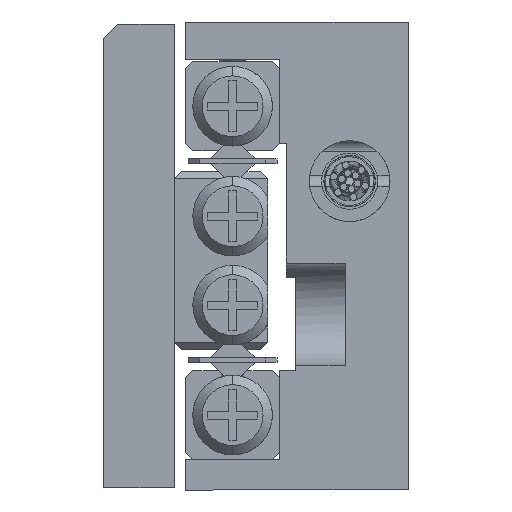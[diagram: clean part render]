
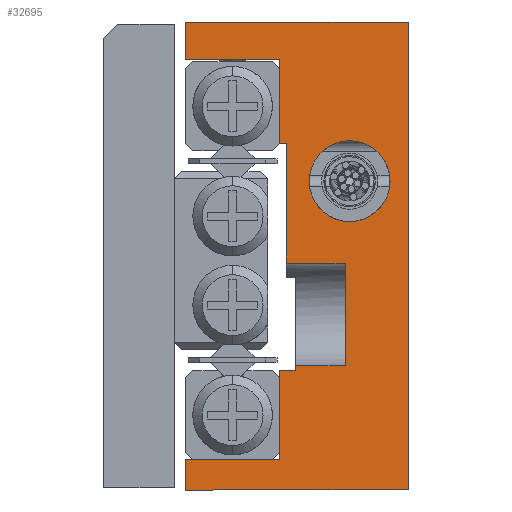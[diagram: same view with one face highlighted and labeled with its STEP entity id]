
A CAD part, left-side view. The second image highlights one B-rep face of the part: STEP entity #32695.
In plain terms, the highlighted planar face has unit normal (-1, 0, 0).
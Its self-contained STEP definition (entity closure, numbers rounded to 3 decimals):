
#312 = CARTESIAN_POINT ( 'NONE',  ( -10., 5.5, 8.4 ) ) ;
#770 = EDGE_CURVE ( 'NONE', #57159, #56635, #23648, .T. ) ;
#1311 = LINE ( 'NONE', #23486, #54714 ) ;
#2920 = LINE ( 'NONE', #57717, #8711 ) ;
#3159 = DIRECTION ( 'NONE',  ( 0., -1., 0. ) ) ;
#3357 = CARTESIAN_POINT ( 'NONE',  ( -10., 5.5, -4.9 ) ) ;
#3520 = CARTESIAN_POINT ( 'NONE',  ( -10., 5.2, 4.8 ) ) ;
#3751 = LINE ( 'NONE', #53788, #33351 ) ;
#4085 = ORIENTED_EDGE ( 'NONE', *, *, #5224, .T. ) ;
#4211 = ORIENTED_EDGE ( 'NONE', *, *, #5340, .F. ) ;
#4227 = CARTESIAN_POINT ( 'NONE',  ( -10., 5.5, 4.8 ) ) ;
#4238 = VERTEX_POINT ( 'NONE', #7812 ) ;
#5224 = EDGE_CURVE ( 'NONE', #17631, #51299, #3751, .T. ) ;
#5340 = EDGE_CURVE ( 'NONE', #33512, #49572, #15402, .T. ) ;
#5967 = VECTOR ( 'NONE', #56564, 1000. ) ;
#6177 = DIRECTION ( 'NONE',  ( 0., 0., -1. ) ) ;
#6208 = CARTESIAN_POINT ( 'NONE',  ( -10., 5.5, -4.9 ) ) ;
#6516 = DIRECTION ( 'NONE',  ( 0., 0., 1. ) ) ;
#7125 = CARTESIAN_POINT ( 'NONE',  ( -10., 2.5, 1.473 ) ) ;
#7129 = CARTESIAN_POINT ( 'NONE',  ( -10., 2.5, 3.2 ) ) ;
#7606 = VECTOR ( 'NONE', #33160, 1000. ) ;
#7622 = CARTESIAN_POINT ( 'NONE',  ( -10., 4.8, -4.7 ) ) ;
#7812 = CARTESIAN_POINT ( 'NONE',  ( -10., 0., -10. ) ) ;
#8711 = VECTOR ( 'NONE', #38592, 1000. ) ;
#8827 = CARTESIAN_POINT ( 'NONE',  ( -10., 5.5, 8.4 ) ) ;
#9018 = ORIENTED_EDGE ( 'NONE', *, *, #18124, .T. ) ;
#10098 = PLANE ( 'NONE',  #17018 ) ;
#10267 = DIRECTION ( 'NONE',  ( 0., 0., -1. ) ) ;
#10379 = CARTESIAN_POINT ( 'NONE',  ( -10., -2.141, -4.7 ) ) ;
#10569 = VERTEX_POINT ( 'NONE', #20837 ) ;
#11670 = VERTEX_POINT ( 'NONE', #3520 ) ;
#11983 = VERTEX_POINT ( 'NONE', #13093 ) ;
#12062 = VERTEX_POINT ( 'NONE', #54729 ) ;
#12134 = VECTOR ( 'NONE', #17215, 1000. ) ;
#12180 = EDGE_CURVE ( 'NONE', #23284, #25313, #51132, .T. ) ;
#12240 = VERTEX_POINT ( 'NONE', #37379 ) ;
#12303 = EDGE_CURVE ( 'NONE', #12658, #11670, #28946, .T. ) ;
#12421 = LINE ( 'NONE', #18087, #12134 ) ;
#12658 = VERTEX_POINT ( 'NONE', #39126 ) ;
#12877 = CARTESIAN_POINT ( 'NONE',  ( -10., 9.5, -8.7 ) ) ;
#12940 = EDGE_LOOP ( 'NONE', ( #51088, #57060, #9018, #27489, #4211, #38124, #4085, #31433, #26200, #16387, #21636, #49190, #50745, #30446, #48586, #57982 ) ) ;
#13020 = CARTESIAN_POINT ( 'NONE',  ( -10., 5.5, 10. ) ) ;
#13093 = CARTESIAN_POINT ( 'NONE',  ( -10., 5.5, 4.8 ) ) ;
#13489 = CIRCLE ( 'NONE', #57480, 1.727 ) ;
#13737 = EDGE_CURVE ( 'NONE', #36642, #23284, #36706, .T. ) ;
#14218 = DIRECTION ( 'NONE',  ( 0., 0., 1. ) ) ;
#15036 = EDGE_LOOP ( 'NONE', ( #39002, #19869 ) ) ;
#15069 = CARTESIAN_POINT ( 'NONE',  ( -10., 9.5, -10. ) ) ;
#15402 = LINE ( 'NONE', #55561, #29526 ) ;
#16387 = ORIENTED_EDGE ( 'NONE', *, *, #29906, .F. ) ;
#16673 = VECTOR ( 'NONE', #28315, 1000. ) ;
#17018 = AXIS2_PLACEMENT_3D ( 'NONE', #28358, #33763, #6177 ) ;
#17215 = DIRECTION ( 'NONE',  ( 0., 1., 0. ) ) ;
#17235 = LINE ( 'NONE', #39713, #42866 ) ;
#17631 = VERTEX_POINT ( 'NONE', #12877 ) ;
#18087 = CARTESIAN_POINT ( 'NONE',  ( -10., 5.5, -8.7 ) ) ;
#18124 = EDGE_CURVE ( 'NONE', #25313, #47357, #32051, .T. ) ;
#18616 = CARTESIAN_POINT ( 'NONE',  ( -10., 2.692, -4.7 ) ) ;
#19465 = EDGE_CURVE ( 'NONE', #36642, #12658, #33116, .T. ) ;
#19609 = CARTESIAN_POINT ( 'NONE',  ( -10., -2.141, -0.3 ) ) ;
#19801 = VECTOR ( 'NONE', #44215, 1000. ) ;
#19869 = ORIENTED_EDGE ( 'NONE', *, *, #31596, .F. ) ;
#20837 = CARTESIAN_POINT ( 'NONE',  ( -10., 2.5, 4.927 ) ) ;
#21636 = ORIENTED_EDGE ( 'NONE', *, *, #45194, .T. ) ;
#21712 = LINE ( 'NONE', #13020, #19801 ) ;
#22331 = EDGE_CURVE ( 'NONE', #4238, #12240, #1311, .T. ) ;
#22872 = VECTOR ( 'NONE', #27854, 1000. ) ;
#23284 = VERTEX_POINT ( 'NONE', #18616 ) ;
#23486 = CARTESIAN_POINT ( 'NONE',  ( -10., 0., -10. ) ) ;
#23612 = EDGE_CURVE ( 'NONE', #10569, #29148, #13489, .T. ) ;
#23648 = LINE ( 'NONE', #312, #22872 ) ;
#23744 = EDGE_CURVE ( 'NONE', #11983, #56635, #2920, .T. ) ;
#25313 = VERTEX_POINT ( 'NONE', #7622 ) ;
#26200 = ORIENTED_EDGE ( 'NONE', *, *, #22331, .T. ) ;
#26557 = CIRCLE ( 'NONE', #33251, 1.727 ) ;
#26712 = VECTOR ( 'NONE', #55623, 1000. ) ;
#26812 = CARTESIAN_POINT ( 'NONE',  ( -10., 2.692, -0.3 ) ) ;
#27489 = ORIENTED_EDGE ( 'NONE', *, *, #34872, .F. ) ;
#27854 = DIRECTION ( 'NONE',  ( 0., -1., 0. ) ) ;
#28315 = DIRECTION ( 'NONE',  ( 0., 1., 0. ) ) ;
#28358 = CARTESIAN_POINT ( 'NONE',  ( -10., 5.5, -10. ) ) ;
#28946 = LINE ( 'NONE', #55905, #7606 ) ;
#29148 = VERTEX_POINT ( 'NONE', #7125 ) ;
#29526 = VECTOR ( 'NONE', #14218, 1000. ) ;
#29906 = EDGE_CURVE ( 'NONE', #12062, #12240, #21712, .T. ) ;
#30446 = ORIENTED_EDGE ( 'NONE', *, *, #34646, .F. ) ;
#31433 = ORIENTED_EDGE ( 'NONE', *, *, #36512, .T. ) ;
#31596 = EDGE_CURVE ( 'NONE', #29148, #10569, #26557, .T. ) ;
#32051 = LINE ( 'NONE', #33538, #5967 ) ;
#32695 = ADVANCED_FACE ( 'NONE', ( #32880, #51133 ), #10098, .F. ) ;
#32880 = FACE_BOUND ( 'NONE', #15036, .T. ) ;
#33052 = LINE ( 'NONE', #56076, #56302 ) ;
#33116 = LINE ( 'NONE', #19609, #16673 ) ;
#33160 = DIRECTION ( 'NONE',  ( 0., 0., 1. ) ) ;
#33251 = AXIS2_PLACEMENT_3D ( 'NONE', #7129, #39498, #48185 ) ;
#33351 = VECTOR ( 'NONE', #58566, 1000. ) ;
#33512 = VERTEX_POINT ( 'NONE', #39691 ) ;
#33538 = CARTESIAN_POINT ( 'NONE',  ( -10., 4.8, -10. ) ) ;
#33760 = EDGE_CURVE ( 'NONE', #33512, #17631, #12421, .T. ) ;
#33763 = DIRECTION ( 'NONE',  ( 1., 0., 0. ) ) ;
#34233 = VECTOR ( 'NONE', #35443, 1000. ) ;
#34646 = EDGE_CURVE ( 'NONE', #11670, #11983, #58157, .T. ) ;
#34872 = EDGE_CURVE ( 'NONE', #49572, #47357, #40230, .T. ) ;
#34980 = CARTESIAN_POINT ( 'NONE',  ( -10., 2.5, 3.2 ) ) ;
#35443 = DIRECTION ( 'NONE',  ( 0., 1., 0. ) ) ;
#36386 = CARTESIAN_POINT ( 'NONE',  ( -10., 9.5, 8.4 ) ) ;
#36512 = EDGE_CURVE ( 'NONE', #51299, #4238, #17235, .T. ) ;
#36642 = VERTEX_POINT ( 'NONE', #26812 ) ;
#36706 = LINE ( 'NONE', #37294, #40217 ) ;
#37294 = CARTESIAN_POINT ( 'NONE',  ( -10., 2.692, -10. ) ) ;
#37379 = CARTESIAN_POINT ( 'NONE',  ( -10., 0., 10. ) ) ;
#38124 = ORIENTED_EDGE ( 'NONE', *, *, #33760, .T. ) ;
#38592 = DIRECTION ( 'NONE',  ( 0., 0., 1. ) ) ;
#39002 = ORIENTED_EDGE ( 'NONE', *, *, #23612, .F. ) ;
#39126 = CARTESIAN_POINT ( 'NONE',  ( -10., 5.2, -0.3 ) ) ;
#39498 = DIRECTION ( 'NONE',  ( -1., 0., 0. ) ) ;
#39691 = CARTESIAN_POINT ( 'NONE',  ( -10., 5.5, -8.7 ) ) ;
#39713 = CARTESIAN_POINT ( 'NONE',  ( -10., 5.5, -10. ) ) ;
#39735 = CARTESIAN_POINT ( 'NONE',  ( -10., 4.8, -4.9 ) ) ;
#40217 = VECTOR ( 'NONE', #55545, 1000. ) ;
#40230 = LINE ( 'NONE', #3357, #52378 ) ;
#42866 = VECTOR ( 'NONE', #3159, 1000. ) ;
#43098 = DIRECTION ( 'NONE',  ( -1., 0., 0. ) ) ;
#44215 = DIRECTION ( 'NONE',  ( 0., -1., 0. ) ) ;
#45194 = EDGE_CURVE ( 'NONE', #12062, #57159, #33052, .T. ) ;
#47357 = VERTEX_POINT ( 'NONE', #39735 ) ;
#48185 = DIRECTION ( 'NONE',  ( 0., 0., 1. ) ) ;
#48586 = ORIENTED_EDGE ( 'NONE', *, *, #12303, .F. ) ;
#49190 = ORIENTED_EDGE ( 'NONE', *, *, #770, .T. ) ;
#49572 = VERTEX_POINT ( 'NONE', #6208 ) ;
#50070 = DIRECTION ( 'NONE',  ( 0., -1., 0. ) ) ;
#50745 = ORIENTED_EDGE ( 'NONE', *, *, #23744, .F. ) ;
#51088 = ORIENTED_EDGE ( 'NONE', *, *, #13737, .T. ) ;
#51132 = LINE ( 'NONE', #10379, #26712 ) ;
#51133 = FACE_OUTER_BOUND ( 'NONE', #12940, .T. ) ;
#51299 = VERTEX_POINT ( 'NONE', #15069 ) ;
#52378 = VECTOR ( 'NONE', #50070, 1000. ) ;
#53788 = CARTESIAN_POINT ( 'NONE',  ( -10., 9.5, -10. ) ) ;
#54714 = VECTOR ( 'NONE', #55532, 1000. ) ;
#54729 = CARTESIAN_POINT ( 'NONE',  ( -10., 9.5, 10. ) ) ;
#55532 = DIRECTION ( 'NONE',  ( 0., 0., 1. ) ) ;
#55545 = DIRECTION ( 'NONE',  ( 0., 0., -1. ) ) ;
#55561 = CARTESIAN_POINT ( 'NONE',  ( -10., 5.5, -10. ) ) ;
#55623 = DIRECTION ( 'NONE',  ( 0., 1., 0. ) ) ;
#55905 = CARTESIAN_POINT ( 'NONE',  ( -10., 5.2, 4.8 ) ) ;
#56076 = CARTESIAN_POINT ( 'NONE',  ( -10., 9.5, 10. ) ) ;
#56302 = VECTOR ( 'NONE', #10267, 1000. ) ;
#56564 = DIRECTION ( 'NONE',  ( 0., 0., -1. ) ) ;
#56635 = VERTEX_POINT ( 'NONE', #8827 ) ;
#57060 = ORIENTED_EDGE ( 'NONE', *, *, #12180, .T. ) ;
#57159 = VERTEX_POINT ( 'NONE', #36386 ) ;
#57480 = AXIS2_PLACEMENT_3D ( 'NONE', #34980, #43098, #6516 ) ;
#57717 = CARTESIAN_POINT ( 'NONE',  ( -10., 5.5, -10. ) ) ;
#57982 = ORIENTED_EDGE ( 'NONE', *, *, #19465, .F. ) ;
#58157 = LINE ( 'NONE', #4227, #34233 ) ;
#58566 = DIRECTION ( 'NONE',  ( 0., 0., -1. ) ) ;
